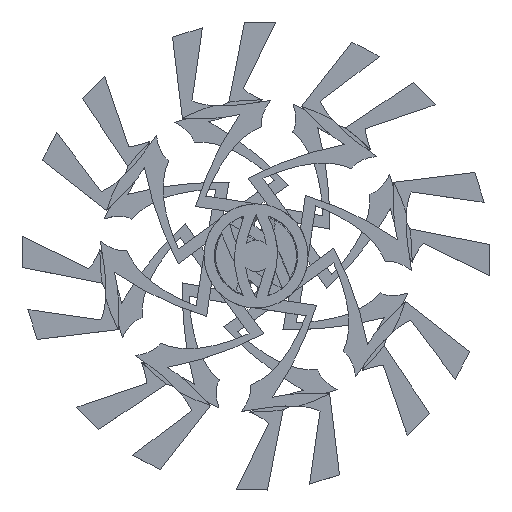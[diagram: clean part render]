
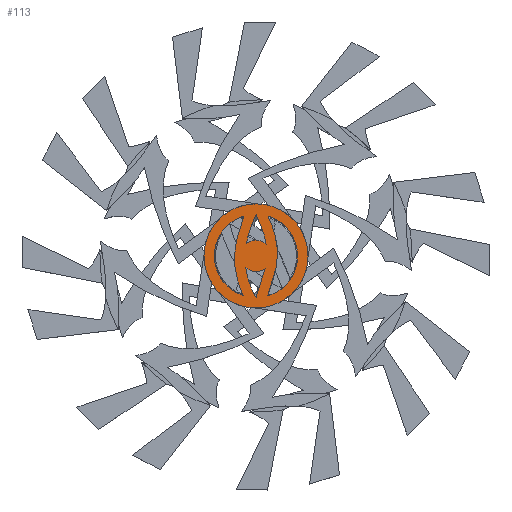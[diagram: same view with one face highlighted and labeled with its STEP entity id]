
A CAD part, top view. The second image highlights one B-rep face of the part: STEP entity #113.
In plain terms, the highlighted free-form (B-spline) face has degree [1, 1] with [2, 2] control points.
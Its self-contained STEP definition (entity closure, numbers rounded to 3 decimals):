
#69 = EDGE_CURVE('',#70,#72,#74,.T.);
#70 = VERTEX_POINT('',#71);
#71 = CARTESIAN_POINT('',(0.742,0.457,0.623)
  );
#72 = VERTEX_POINT('',#73);
#73 = CARTESIAN_POINT('',(-0.07,0.457,
    0.623));
#74 = ( BOUNDED_CURVE() B_SPLINE_CURVE(2,(#75,#76,#77,#78,#79),
.UNSPECIFIED.,.F.,.F.) B_SPLINE_CURVE_WITH_KNOTS((3,2,3),(0.,
1.571,3.142),.PIECEWISE_BEZIER_KNOTS.) CURVE() 
GEOMETRIC_REPRESENTATION_ITEM() RATIONAL_B_SPLINE_CURVE((1.,
0.707,1.,0.707,1.)) REPRESENTATION_ITEM('') );
#75 = CARTESIAN_POINT('',(0.742,0.457,0.623)
  );
#76 = CARTESIAN_POINT('',(0.742,0.862,0.623)
  );
#77 = CARTESIAN_POINT('',(0.336,0.862,0.623)
  );
#78 = CARTESIAN_POINT('',(-0.07,0.862,
    0.623));
#79 = CARTESIAN_POINT('',(-0.07,0.457,
    0.623));
#113 = ADVANCED_FACE('',(#114,#141,#168,#189,#210),#221,.T.);
#114 = FACE_BOUND('',#115,.T.);
#115 = EDGE_LOOP('',(#116,#126,#134));
#116 = ORIENTED_EDGE('',*,*,#117,.F.);
#117 = EDGE_CURVE('',#118,#120,#122,.T.);
#118 = VERTEX_POINT('',#119);
#119 = CARTESIAN_POINT('',(0.256,0.365,0.623)
  );
#120 = VERTEX_POINT('',#121);
#121 = CARTESIAN_POINT('',(0.336,0.132,0.623)
  );
#122 = B_SPLINE_CURVE_WITH_KNOTS('',2,(#123,#124,#125),.UNSPECIFIED.,.F.
  ,.F.,(3,3),(0.617,1.),.PIECEWISE_BEZIER_KNOTS.);
#123 = CARTESIAN_POINT('',(0.256,0.365,0.623)
  );
#124 = CARTESIAN_POINT('',(0.272,0.243,0.623)
  );
#125 = CARTESIAN_POINT('',(0.336,0.132,0.623)
  );
#126 = ORIENTED_EDGE('',*,*,#127,.F.);
#127 = EDGE_CURVE('',#128,#118,#130,.T.);
#128 = VERTEX_POINT('',#129);
#129 = CARTESIAN_POINT('',(0.407,0.358,0.623)
  );
#130 = ( BOUNDED_CURVE() B_SPLINE_CURVE(2,(#131,#132,#133),
.UNSPECIFIED.,.F.,.F.) B_SPLINE_CURVE_WITH_KNOTS((3,3),(4.093,
5.426),.PIECEWISE_BEZIER_KNOTS.) CURVE() 
GEOMETRIC_REPRESENTATION_ITEM() RATIONAL_B_SPLINE_CURVE((1.,
0.786,1.)) REPRESENTATION_ITEM('') );
#131 = CARTESIAN_POINT('',(0.407,0.358,0.623)
  );
#132 = CARTESIAN_POINT('',(0.329,0.302,0.623)
  );
#133 = CARTESIAN_POINT('',(0.256,0.365,0.623)
  );
#134 = ORIENTED_EDGE('',*,*,#135,.T.);
#135 = EDGE_CURVE('',#128,#120,#136,.T.);
#136 = B_SPLINE_CURVE_WITH_KNOTS('',3,(#137,#138,#139,#140),
  .UNSPECIFIED.,.F.,.F.,(4,4),(0.751,1.),
  .PIECEWISE_BEZIER_KNOTS.);
#137 = CARTESIAN_POINT('',(0.407,0.358,0.623)
  );
#138 = CARTESIAN_POINT('',(0.394,0.295,0.623)
  );
#139 = CARTESIAN_POINT('',(0.371,0.222,0.623)
  );
#140 = CARTESIAN_POINT('',(0.336,0.132,0.623)
  );
#141 = FACE_BOUND('',#142,.T.);
#142 = EDGE_LOOP('',(#143,#153,#161));
#143 = ORIENTED_EDGE('',*,*,#144,.F.);
#144 = EDGE_CURVE('',#145,#147,#149,.T.);
#145 = VERTEX_POINT('',#146);
#146 = CARTESIAN_POINT('',(0.262,0.553,0.623)
  );
#147 = VERTEX_POINT('',#148);
#148 = CARTESIAN_POINT('',(0.416,0.549,0.623)
  );
#149 = ( BOUNDED_CURVE() B_SPLINE_CURVE(2,(#150,#151,#152),
.UNSPECIFIED.,.F.,.F.) B_SPLINE_CURVE_WITH_KNOTS((3,3),(0.914,
2.284),.PIECEWISE_BEZIER_KNOTS.) CURVE() 
GEOMETRIC_REPRESENTATION_ITEM() RATIONAL_B_SPLINE_CURVE((1.,
0.774,1.)) REPRESENTATION_ITEM('') );
#150 = CARTESIAN_POINT('',(0.262,0.553,0.623)
  );
#151 = CARTESIAN_POINT('',(0.34,0.614,0.623)
  );
#152 = CARTESIAN_POINT('',(0.416,0.549,0.623)
  );
#153 = ORIENTED_EDGE('',*,*,#154,.F.);
#154 = EDGE_CURVE('',#155,#145,#157,.T.);
#155 = VERTEX_POINT('',#156);
#156 = CARTESIAN_POINT('',(0.336,0.781,0.623)
  );
#157 = B_SPLINE_CURVE_WITH_KNOTS('',2,(#158,#159,#160),.UNSPECIFIED.,.F.
  ,.F.,(3,3),(0.,0.328),.PIECEWISE_BEZIER_KNOTS.);
#158 = CARTESIAN_POINT('',(0.336,0.781,0.623)
  );
#159 = CARTESIAN_POINT('',(0.281,0.663,0.623)
  );
#160 = CARTESIAN_POINT('',(0.262,0.553,0.623)
  );
#161 = ORIENTED_EDGE('',*,*,#162,.T.);
#162 = EDGE_CURVE('',#155,#147,#163,.T.);
#163 = B_SPLINE_CURVE_WITH_KNOTS('',3,(#164,#165,#166,#167),
  .UNSPECIFIED.,.F.,.F.,(4,4),(0.,0.447),
  .PIECEWISE_BEZIER_KNOTS.);
#164 = CARTESIAN_POINT('',(0.336,0.781,0.623)
  );
#165 = CARTESIAN_POINT('',(0.372,0.695,0.623)
  );
#166 = CARTESIAN_POINT('',(0.404,0.629,0.623)
  );
#167 = CARTESIAN_POINT('',(0.416,0.549,0.623)
  );
#168 = FACE_BOUND('',#169,.T.);
#169 = EDGE_LOOP('',(#170,#180));
#170 = ORIENTED_EDGE('',*,*,#171,.T.);
#171 = EDGE_CURVE('',#172,#174,#176,.T.);
#172 = VERTEX_POINT('',#173);
#173 = CARTESIAN_POINT('',(0.43,0.767,0.623)
  );
#174 = VERTEX_POINT('',#175);
#175 = CARTESIAN_POINT('',(0.428,0.146,0.623)
  );
#176 = ( BOUNDED_CURVE() B_SPLINE_CURVE(2,(#177,#178,#179),
.UNSPECIFIED.,.F.,.F.) B_SPLINE_CURVE_WITH_KNOTS((3,3),(1.864,
4.425),.PIECEWISE_BEZIER_KNOTS.) CURVE() 
GEOMETRIC_REPRESENTATION_ITEM() RATIONAL_B_SPLINE_CURVE((1.,
0.286,1.)) REPRESENTATION_ITEM('') );
#177 = CARTESIAN_POINT('',(0.43,0.767,0.623)
  );
#178 = CARTESIAN_POINT('',(1.47,0.453,0.623)
  );
#179 = CARTESIAN_POINT('',(0.428,0.146,0.623)
  );
#180 = ORIENTED_EDGE('',*,*,#181,.T.);
#181 = EDGE_CURVE('',#174,#172,#182,.T.);
#182 = B_SPLINE_CURVE_WITH_KNOTS('',3,(#183,#184,#185,#186,#187,#188),
  .UNSPECIFIED.,.F.,.F.,(4,1,1,4),(-0.102,0.066,
    0.426,0.77),.UNSPECIFIED.);
#183 = CARTESIAN_POINT('',(0.428,0.146,0.623)
  );
#184 = CARTESIAN_POINT('',(0.449,0.204,0.623)
  );
#185 = CARTESIAN_POINT('',(0.508,0.383,0.623)
  );
#186 = CARTESIAN_POINT('',(0.507,0.579,0.623)
  );
#187 = CARTESIAN_POINT('',(0.457,0.704,0.623)
  );
#188 = CARTESIAN_POINT('',(0.43,0.767,0.623)
  );
#189 = FACE_BOUND('',#190,.T.);
#190 = EDGE_LOOP('',(#191,#204));
#191 = ORIENTED_EDGE('',*,*,#192,.T.);
#192 = EDGE_CURVE('',#193,#195,#197,.T.);
#193 = VERTEX_POINT('',#194);
#194 = CARTESIAN_POINT('',(0.241,0.767,0.623)
  );
#195 = VERTEX_POINT('',#196);
#196 = CARTESIAN_POINT('',(0.236,0.148,0.623)
  );
#197 = B_SPLINE_CURVE_WITH_KNOTS('',3,(#198,#199,#200,#201,#202,#203),
  .UNSPECIFIED.,.F.,.F.,(4,1,1,4),(0.066,0.51,
    0.88,0.916),.UNSPECIFIED.);
#198 = CARTESIAN_POINT('',(0.241,0.767,0.623)
  );
#199 = CARTESIAN_POINT('',(0.199,0.656,0.623)
  );
#200 = CARTESIAN_POINT('',(0.143,0.448,0.623)
  );
#201 = CARTESIAN_POINT('',(0.193,0.242,0.623)
  );
#202 = CARTESIAN_POINT('',(0.233,0.156,0.623)
  );
#203 = CARTESIAN_POINT('',(0.236,0.148,0.623)
  );
#204 = ORIENTED_EDGE('',*,*,#205,.T.);
#205 = EDGE_CURVE('',#195,#193,#206,.T.);
#206 = ( BOUNDED_CURVE() B_SPLINE_CURVE(2,(#207,#208,#209),
.UNSPECIFIED.,.F.,.F.) B_SPLINE_CURVE_WITH_KNOTS((3,3),(5.025,
7.557),.PIECEWISE_BEZIER_KNOTS.) CURVE() 
GEOMETRIC_REPRESENTATION_ITEM() RATIONAL_B_SPLINE_CURVE((1.,
0.3,1.)) REPRESENTATION_ITEM('') );
#207 = CARTESIAN_POINT('',(0.236,0.148,0.623)
  );
#208 = CARTESIAN_POINT('',(-0.745,0.465,0.623
    ));
#209 = CARTESIAN_POINT('',(0.241,0.767,0.623)
  );
#210 = FACE_BOUND('',#211,.T.);
#211 = EDGE_LOOP('',(#212,#220));
#212 = ORIENTED_EDGE('',*,*,#213,.T.);
#213 = EDGE_CURVE('',#72,#70,#214,.T.);
#214 = ( BOUNDED_CURVE() B_SPLINE_CURVE(2,(#215,#216,#217,#218,#219),
.UNSPECIFIED.,.F.,.F.) B_SPLINE_CURVE_WITH_KNOTS((3,2,3),(3.142,
4.712,6.283),.PIECEWISE_BEZIER_KNOTS.) CURVE() 
GEOMETRIC_REPRESENTATION_ITEM() RATIONAL_B_SPLINE_CURVE((1.,
0.707,1.,0.707,1.)) REPRESENTATION_ITEM('') );
#215 = CARTESIAN_POINT('',(-0.07,0.457,
    0.623));
#216 = CARTESIAN_POINT('',(-0.07,0.051,
    0.623));
#217 = CARTESIAN_POINT('',(0.336,0.051,
    0.623));
#218 = CARTESIAN_POINT('',(0.742,0.051,
    0.623));
#219 = CARTESIAN_POINT('',(0.742,0.457,0.623)
  );
#220 = ORIENTED_EDGE('',*,*,#69,.T.);
#221 = B_SPLINE_SURFACE_WITH_KNOTS('',1,1,(
    (#222,#223)
    ,(#224,#225
    )),.UNSPECIFIED.,.F.,.F.,.F.,(2,2),(2,2),(-0.5,0.5),(-0.5,0.5),
  .PIECEWISE_BEZIER_KNOTS.);
#222 = CARTESIAN_POINT('',(-0.07,0.051,
    0.623));
#223 = CARTESIAN_POINT('',(-0.07,0.862,
    0.623));
#224 = CARTESIAN_POINT('',(0.742,0.051,
    0.623));
#225 = CARTESIAN_POINT('',(0.742,0.862,0.623)
  );
